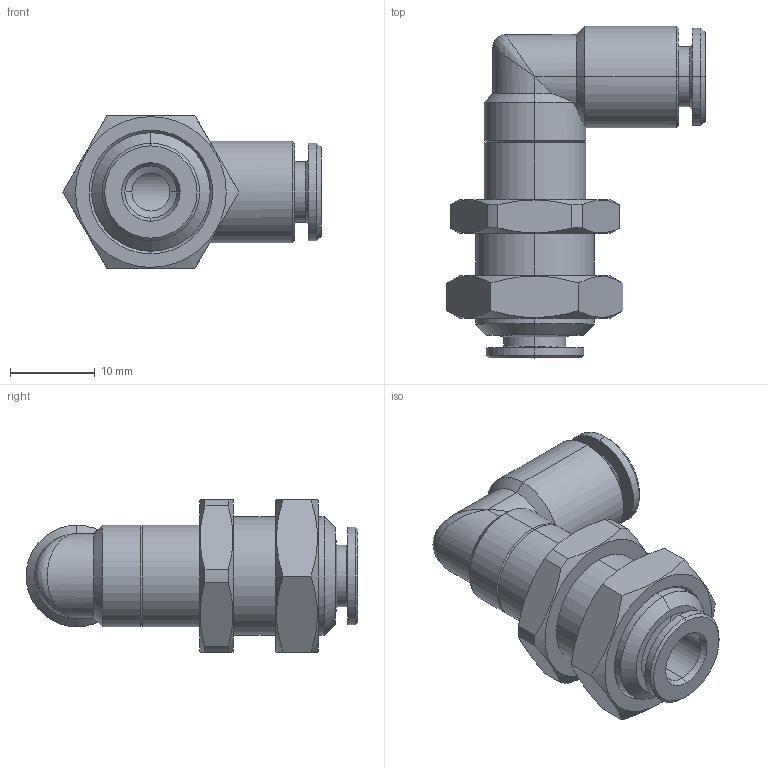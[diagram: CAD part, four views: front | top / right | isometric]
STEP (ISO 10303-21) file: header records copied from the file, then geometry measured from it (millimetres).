
FILE_DESCRIPTION (( 'STEP AP203' ), '1' );
FILE_NAME ('B0380030.STEP', '2011-04-29T09:47:10', ( 'UT1' ), ( 'sopra-pneumatic' ), 'SwSTEP 2.0', 'SolidWorks 2009', '' );
FILE_SCHEMA (( 'CONFIG_CONTROL_DESIGN' ));
Length unit declared in the file: millimetre
Products named in the file (1): B0380030
Bounding box: 30.49 x 39.2 x 18 mm (x, y, z)
Volume: 5811.8 mm3; surface area: 4196.6 mm2
Topology: 1 solids, 1 shells, 123 faces, 290 edges, 175 vertices
Faces by surface type: cone 44, cylinder 43, plane 34, bspline 2
Entity records: 4560 total; most frequent: CARTESIAN_POINT 1683, DIRECTION 607, ORIENTED_EDGE 572, EDGE_CURVE 286, AXIS2_PLACEMENT_3D 245, VERTEX_POINT 175, EDGE_LOOP 135, CIRCLE 123
